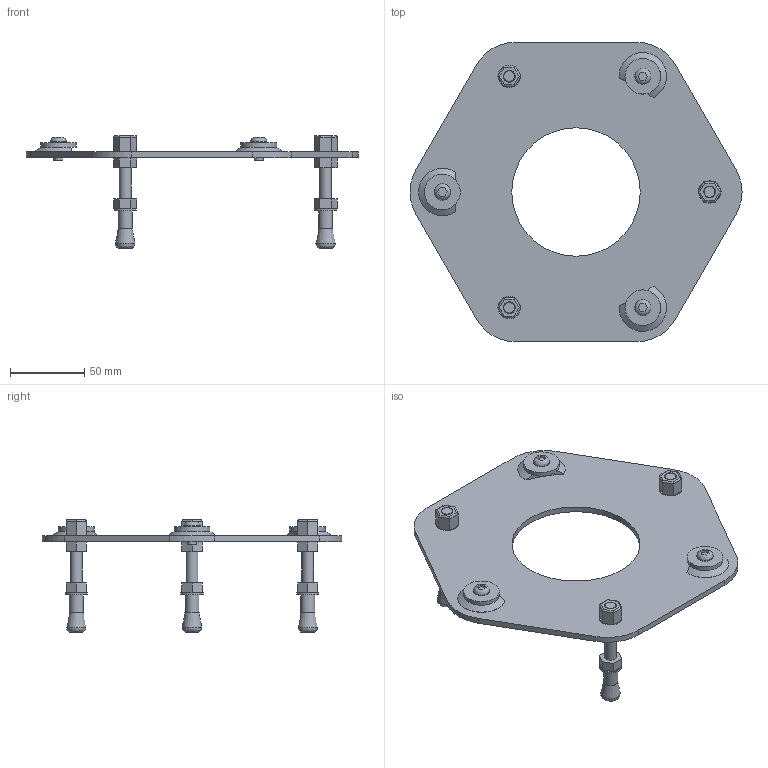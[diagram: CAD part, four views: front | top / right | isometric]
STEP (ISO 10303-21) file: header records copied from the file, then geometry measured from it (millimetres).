
FILE_DESCRIPTION (( 'STEP AP214' ), '1' );
FILE_NAME ('FMC-CBL.STEP', '2020-08-21T16:10:44', ( '' ), ( '' ), 'SwSTEP 2.0', 'SolidWorks 2019', '' );
FILE_SCHEMA (( 'AUTOMOTIVE_DESIGN' ));
Length unit declared in the file: inch
Products named in the file (1): FMC-CBL
Bounding box: 223.64 x 201.72 x 76.07 mm (x, y, z)
Volume: 150305.6 mm3; surface area: 85444 mm2
Topology: 28 solids, 28 shells, 225 faces, 466 edges, 303 vertices
Faces by surface type: plane 140, cylinder 70, bspline 9, cone 6
Full cylindrical faces by diameter (mm): 6 x6, 7.2 x9, 8 x6, 8.5 x3, 9.4 x3, 10 x3, 11 x3, 15 x3, 24 x3, 86.5 x1
Entity records: 6419 total; most frequent: CARTESIAN_POINT 1493, DIRECTION 906, ORIENTED_EDGE 814, EDGE_CURVE 407, AXIS2_PLACEMENT_3D 330, EDGE_LOOP 327, VERTEX_POINT 296, FACE_OUTER_BOUND 274
